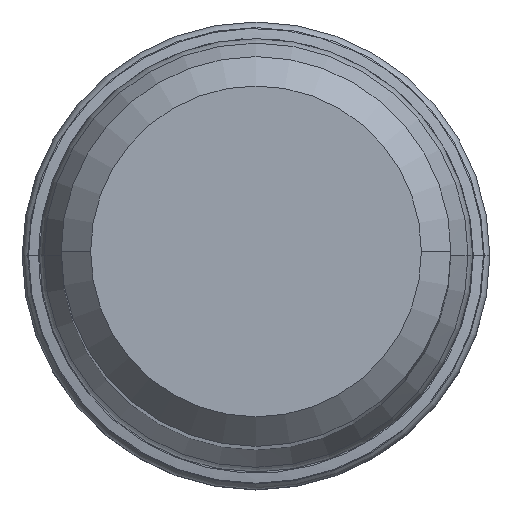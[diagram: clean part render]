
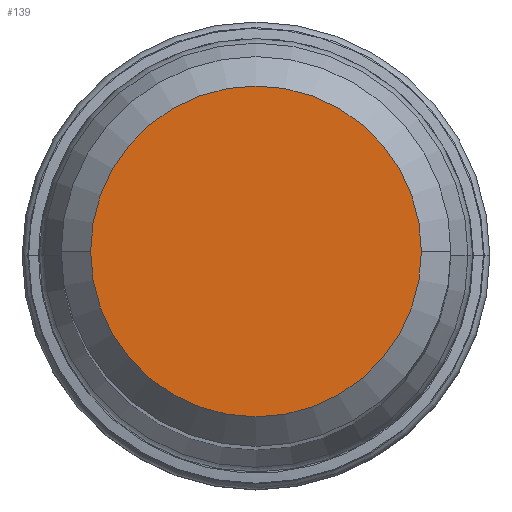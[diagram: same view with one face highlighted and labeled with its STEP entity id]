
A CAD part, top view. The second image highlights one B-rep face of the part: STEP entity #139.
In plain terms, the highlighted planar face has unit normal (0, 0, 1).
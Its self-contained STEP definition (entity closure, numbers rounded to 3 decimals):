
#32=PLANE('',#1132);
#139=ADVANCED_FACE('',(#205),#32,.F.);
#205=FACE_OUTER_BOUND('',#263,.T.);
#263=EDGE_LOOP('',(#451,#452,#453,#454));
#451=ORIENTED_EDGE('',*,*,#723,.T.);
#452=ORIENTED_EDGE('',*,*,#724,.T.);
#453=ORIENTED_EDGE('',*,*,#725,.T.);
#454=ORIENTED_EDGE('',*,*,#726,.T.);
#604=VERTEX_POINT('',#2314);
#605=VERTEX_POINT('',#2315);
#606=VERTEX_POINT('',#2317);
#607=VERTEX_POINT('',#2319);
#723=EDGE_CURVE('',#604,#605,#863,.T.);
#724=EDGE_CURVE('',#605,#606,#864,.T.);
#725=EDGE_CURVE('',#606,#607,#865,.T.);
#726=EDGE_CURVE('',#607,#604,#866,.T.);
#863=CIRCLE('',#1128,6.738);
#864=CIRCLE('',#1129,6.738);
#865=CIRCLE('',#1130,6.738);
#866=CIRCLE('',#1131,6.738);
#1128=AXIS2_PLACEMENT_3D('',#2313,#1364,#1365);
#1129=AXIS2_PLACEMENT_3D('',#2316,#1366,#1367);
#1130=AXIS2_PLACEMENT_3D('',#2318,#1368,#1369);
#1131=AXIS2_PLACEMENT_3D('',#2320,#1370,#1371);
#1132=AXIS2_PLACEMENT_3D('',#2321,#1372,#1373);
#1364=DIRECTION('',(0.,0.,1.));
#1365=DIRECTION('',(0.,1.,0.));
#1366=DIRECTION('',(0.,0.,1.));
#1367=DIRECTION('',(-1.,0.,0.));
#1368=DIRECTION('',(0.,0.,1.));
#1369=DIRECTION('',(0.,-1.,0.));
#1370=DIRECTION('',(0.,0.,1.));
#1371=DIRECTION('',(1.,0.,0.));
#1372=DIRECTION('',(0.,0.,-1.));
#1373=DIRECTION('',(-1.,0.,0.));
#2313=CARTESIAN_POINT('',(0.,0.,30.92));
#2314=CARTESIAN_POINT('',(0.,6.738,30.92));
#2315=CARTESIAN_POINT('',(-6.737,0.,30.92));
#2316=CARTESIAN_POINT('',(0.,0.,30.92));
#2317=CARTESIAN_POINT('',(0.,-6.738,30.92));
#2318=CARTESIAN_POINT('',(0.,0.,30.92));
#2319=CARTESIAN_POINT('',(6.738,0.,30.92));
#2320=CARTESIAN_POINT('',(0.,0.,30.92));
#2321=CARTESIAN_POINT('',(0.,0.,30.92));
